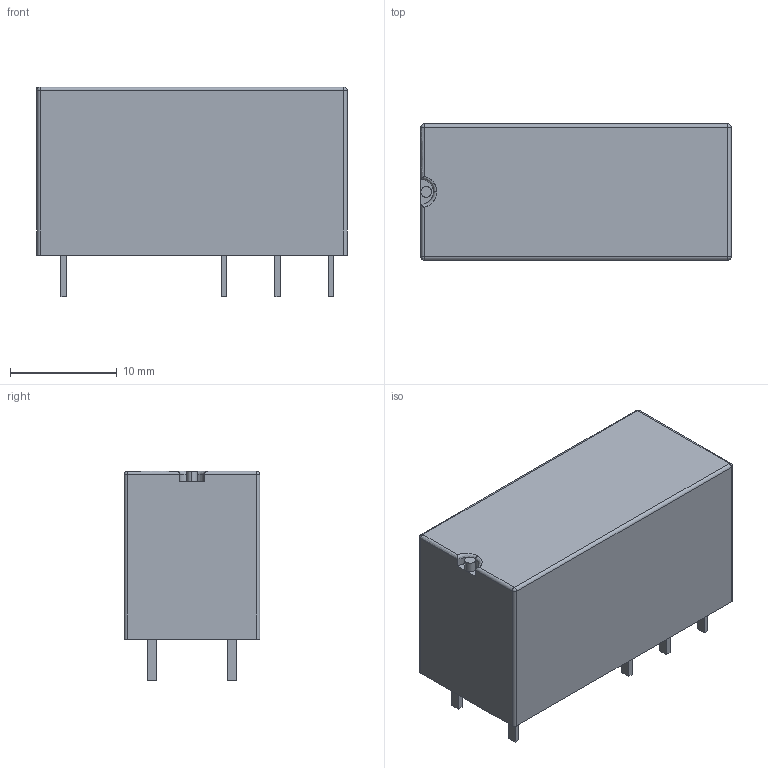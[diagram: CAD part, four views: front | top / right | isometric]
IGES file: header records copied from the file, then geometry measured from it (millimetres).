
Start section: SolidWorks IGES file using analytic representation for surfaces
Global section: file name: RM84.IGS; native system: SolidWorks 2006 by SolidWorks Corporation; preprocessor: SolidWorks 2006 by SolidWorks Corporation; author: BuciutoB; date: 110527.091504; units: millimetre
Bounding box: 29 x 12.7 x 19.6 mm (x, y, z)
Surface area: 2118.7 mm2 (no closed solid volume)
Topology: 0 solids, 0 shells, 67 faces, 388 edges, 383 vertices
Faces by surface type: bspline 50, revolution 17
